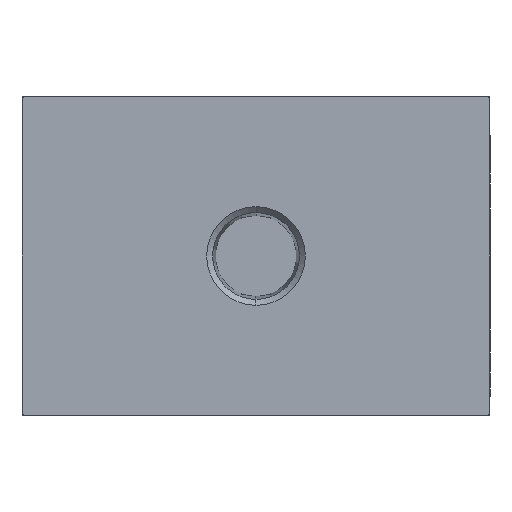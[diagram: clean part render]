
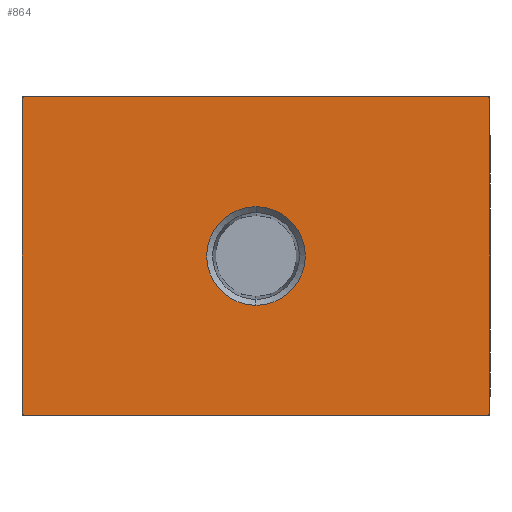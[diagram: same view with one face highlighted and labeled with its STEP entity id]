
A CAD part, front view. The second image highlights one B-rep face of the part: STEP entity #864.
In plain terms, the highlighted planar face has unit normal (0, -1, 0).
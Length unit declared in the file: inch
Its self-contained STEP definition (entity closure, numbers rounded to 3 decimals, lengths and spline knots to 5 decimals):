
#101 = CARTESIAN_POINT ( 'NONE',  ( -0.97244, -0.94488, 0.66929 ) ) ;
#186 = FACE_OUTER_BOUND ( 'NONE', #1682, .T. ) ;
#274 = CARTESIAN_POINT ( 'NONE',  ( 0.97244, -0.94488, 0.66929 ) ) ;
#278 = EDGE_CURVE ( 'NONE', #1387, #2626, #1172, .T. ) ;
#330 = EDGE_CURVE ( 'NONE', #3018, #1587, #1083, .T. ) ;
#418 = VECTOR ( 'NONE', #542, 39.37008 ) ;
#507 = DIRECTION ( 'NONE',  ( 0., 1., 0. ) ) ;
#542 = DIRECTION ( 'NONE',  ( -1., 0., 0. ) ) ;
#565 = CARTESIAN_POINT ( 'NONE',  ( 0.98425, -0.94488, 0.65748 ) ) ;
#599 = CARTESIAN_POINT ( 'NONE',  ( -0.97244, -0.94488, -0.66929 ) ) ;
#634 = ORIENTED_EDGE ( 'NONE', *, *, #2533, .F. ) ;
#648 = VERTEX_POINT ( 'NONE', #274 ) ;
#722 = CARTESIAN_POINT ( 'NONE',  ( 0.97244, -0.94488, 0.65748 ) ) ;
#747 = CIRCLE ( 'NONE', #2268, 0.01181 ) ;
#763 = DIRECTION ( 'NONE',  ( 0., 1., 0. ) ) ;
#777 = EDGE_CURVE ( 'NONE', #648, #3018, #1677, .T. ) ;
#793 = CARTESIAN_POINT ( 'NONE',  ( -0.98425, -0.94488, 0.65748 ) ) ;
#864 = ADVANCED_FACE ( 'NONE', ( #186, #2107 ), #2023, .F. ) ;
#881 = AXIS2_PLACEMENT_3D ( 'NONE', #2675, #1154, #2895 ) ;
#916 = ORIENTED_EDGE ( 'NONE', *, *, #1830, .F. ) ;
#967 = DIRECTION ( 'NONE',  ( 0., 0., 1. ) ) ;
#1002 = VECTOR ( 'NONE', #1732, 39.37008 ) ;
#1007 = AXIS2_PLACEMENT_3D ( 'NONE', #722, #763, #1081 ) ;
#1013 = DIRECTION ( 'NONE',  ( 0., 0., 1. ) ) ;
#1020 = ORIENTED_EDGE ( 'NONE', *, *, #3207, .F. ) ;
#1075 = LINE ( 'NONE', #599, #418 ) ;
#1081 = DIRECTION ( 'NONE',  ( 0., 0., -1. ) ) ;
#1083 = LINE ( 'NONE', #1742, #1002 ) ;
#1102 = DIRECTION ( 'NONE',  ( 0., 1., 0. ) ) ;
#1112 = CARTESIAN_POINT ( 'NONE',  ( 0.97244, -0.94488, 0.66929 ) ) ;
#1147 = DIRECTION ( 'NONE',  ( 0., 0., -1. ) ) ;
#1154 = DIRECTION ( 'NONE',  ( 0., -1., 0. ) ) ;
#1163 = DIRECTION ( 'NONE',  ( 0., 1., 0. ) ) ;
#1172 = CIRCLE ( 'NONE', #3005, 0.20754 ) ;
#1236 = EDGE_CURVE ( 'NONE', #1389, #2276, #1075, .T. ) ;
#1305 = CARTESIAN_POINT ( 'NONE',  ( -0.97244, -0.94488, 0.65748 ) ) ;
#1313 = AXIS2_PLACEMENT_3D ( 'NONE', #2009, #507, #2250 ) ;
#1387 = VERTEX_POINT ( 'NONE', #2519 ) ;
#1389 = VERTEX_POINT ( 'NONE', #2082 ) ;
#1447 = EDGE_CURVE ( 'NONE', #3205, #3012, #1871, .T. ) ;
#1458 = CIRCLE ( 'NONE', #881, 0.20754 ) ;
#1502 = CIRCLE ( 'NONE', #1313, 0.01181 ) ;
#1587 = VERTEX_POINT ( 'NONE', #3213 ) ;
#1677 = CIRCLE ( 'NONE', #1007, 0.01181 ) ;
#1682 = EDGE_LOOP ( 'NONE', ( #2674, #1703, #2301, #2480, #2115, #634, #916, #2357 ) ) ;
#1703 = ORIENTED_EDGE ( 'NONE', *, *, #1236, .F. ) ;
#1730 = ORIENTED_EDGE ( 'NONE', *, *, #278, .F. ) ;
#1732 = DIRECTION ( 'NONE',  ( 0., 0., -1. ) ) ;
#1742 = CARTESIAN_POINT ( 'NONE',  ( 0.98425, -0.94488, -0.65748 ) ) ;
#1778 = AXIS2_PLACEMENT_3D ( 'NONE', #1916, #1898, #1891 ) ;
#1807 = EDGE_CURVE ( 'NONE', #2276, #3205, #2101, .T. ) ;
#1830 = EDGE_CURVE ( 'NONE', #3012, #1906, #747, .T. ) ;
#1871 = LINE ( 'NONE', #793, #2468 ) ;
#1887 = DIRECTION ( 'NONE',  ( 0., 0., -1. ) ) ;
#1890 = DIRECTION ( 'NONE',  ( 0., -1., 0. ) ) ;
#1891 = DIRECTION ( 'NONE',  ( 0., 0., -1. ) ) ;
#1898 = DIRECTION ( 'NONE',  ( 0., 1., 0. ) ) ;
#1906 = VERTEX_POINT ( 'NONE', #101 ) ;
#1909 = CARTESIAN_POINT ( 'NONE',  ( -0.98425, -0.94488, -0.65748 ) ) ;
#1916 = CARTESIAN_POINT ( 'NONE',  ( -0.97244, -0.94488, -0.65748 ) ) ;
#1923 = CARTESIAN_POINT ( 'NONE',  ( 0., -0.94488, 0. ) ) ;
#2009 = CARTESIAN_POINT ( 'NONE',  ( 0.97244, -0.94488, -0.65748 ) ) ;
#2023 = PLANE ( 'NONE',  #2710 ) ;
#2082 = CARTESIAN_POINT ( 'NONE',  ( 0.97244, -0.94488, -0.66929 ) ) ;
#2101 = CIRCLE ( 'NONE', #1778, 0.01181 ) ;
#2107 = FACE_BOUND ( 'NONE', #3111, .T. ) ;
#2115 = ORIENTED_EDGE ( 'NONE', *, *, #777, .F. ) ;
#2250 = DIRECTION ( 'NONE',  ( 0., 0., -1. ) ) ;
#2252 = EDGE_CURVE ( 'NONE', #1587, #1389, #1502, .T. ) ;
#2262 = CARTESIAN_POINT ( 'NONE',  ( -0.97244, -0.94488, -0.66929 ) ) ;
#2268 = AXIS2_PLACEMENT_3D ( 'NONE', #1305, #1163, #1147 ) ;
#2276 = VERTEX_POINT ( 'NONE', #2262 ) ;
#2301 = ORIENTED_EDGE ( 'NONE', *, *, #2252, .F. ) ;
#2357 = ORIENTED_EDGE ( 'NONE', *, *, #1447, .F. ) ;
#2468 = VECTOR ( 'NONE', #967, 39.37008 ) ;
#2480 = ORIENTED_EDGE ( 'NONE', *, *, #330, .F. ) ;
#2519 = CARTESIAN_POINT ( 'NONE',  ( 0., -0.94488, 0.20754 ) ) ;
#2533 = EDGE_CURVE ( 'NONE', #1906, #648, #2732, .T. ) ;
#2594 = CARTESIAN_POINT ( 'NONE',  ( 0., -0.94488, 0. ) ) ;
#2626 = VERTEX_POINT ( 'NONE', #2668 ) ;
#2657 = VECTOR ( 'NONE', #2864, 39.37008 ) ;
#2668 = CARTESIAN_POINT ( 'NONE',  ( 0., -0.94488, -0.20754 ) ) ;
#2674 = ORIENTED_EDGE ( 'NONE', *, *, #1807, .F. ) ;
#2675 = CARTESIAN_POINT ( 'NONE',  ( 0., -0.94488, 0. ) ) ;
#2710 = AXIS2_PLACEMENT_3D ( 'NONE', #2594, #1102, #1013 ) ;
#2732 = LINE ( 'NONE', #1112, #2657 ) ;
#2864 = DIRECTION ( 'NONE',  ( 1., 0., 0. ) ) ;
#2895 = DIRECTION ( 'NONE',  ( 0., 0., -1. ) ) ;
#3005 = AXIS2_PLACEMENT_3D ( 'NONE', #1923, #1890, #1887 ) ;
#3012 = VERTEX_POINT ( 'NONE', #3047 ) ;
#3018 = VERTEX_POINT ( 'NONE', #565 ) ;
#3047 = CARTESIAN_POINT ( 'NONE',  ( -0.98425, -0.94488, 0.65748 ) ) ;
#3111 = EDGE_LOOP ( 'NONE', ( #1020, #1730 ) ) ;
#3205 = VERTEX_POINT ( 'NONE', #1909 ) ;
#3207 = EDGE_CURVE ( 'NONE', #2626, #1387, #1458, .T. ) ;
#3213 = CARTESIAN_POINT ( 'NONE',  ( 0.98425, -0.94488, -0.65748 ) ) ;
